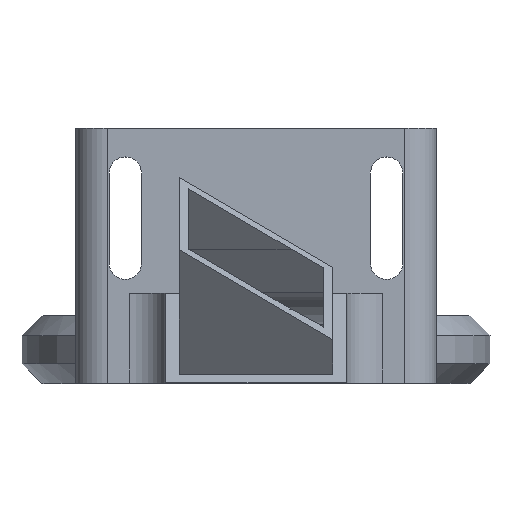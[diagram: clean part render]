
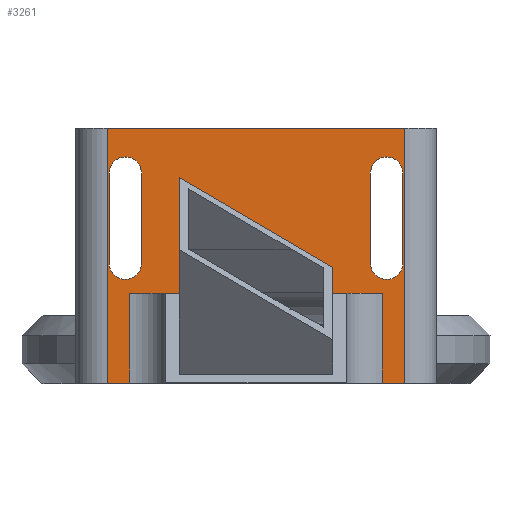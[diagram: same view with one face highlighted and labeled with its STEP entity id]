
A CAD part, top view. The second image highlights one B-rep face of the part: STEP entity #3261.
In plain terms, the highlighted planar face has unit normal (0, 0, 1).
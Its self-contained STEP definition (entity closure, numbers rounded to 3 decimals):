
#6 = CARTESIAN_POINT ( 'NONE',  ( -16.3, -1.187, 45.257 ) ) ;
#19 = LINE ( 'NONE', #4444, #310 ) ;
#190 = DIRECTION ( 'NONE',  ( 0., 0., 1. ) ) ;
#205 = ORIENTED_EDGE ( 'NONE', *, *, #4181, .F. ) ;
#216 = CARTESIAN_POINT ( 'NONE',  ( -12.7, -11.187, 45.257 ) ) ;
#256 = DIRECTION ( 'NONE',  ( 0., 0., 1. ) ) ;
#307 = ORIENTED_EDGE ( 'NONE', *, *, #7581, .F. ) ;
#308 = VECTOR ( 'NONE', #2926, 1000. ) ;
#310 = VECTOR ( 'NONE', #4472, 1000. ) ;
#319 = VERTEX_POINT ( 'NONE', #7092 ) ;
#374 = EDGE_LOOP ( 'NONE', ( #4402, #7639, #2214, #2766 ) ) ;
#380 = VECTOR ( 'NONE', #1754, 1000. ) ;
#383 = VERTEX_POINT ( 'NONE', #7278 ) ;
#393 = LINE ( 'NONE', #4744, #308 ) ;
#497 = CARTESIAN_POINT ( 'NONE',  ( -16.5, -24.497, 45.257 ) ) ;
#630 = CARTESIAN_POINT ( 'NONE',  ( -20., -24.497, 45.257 ) ) ;
#659 = CARTESIAN_POINT ( 'NONE',  ( -16.3, -11.187, 45.257 ) ) ;
#734 = AXIS2_PLACEMENT_3D ( 'NONE', #3367, #190, #4104 ) ;
#741 = EDGE_CURVE ( 'NONE', #4964, #2976, #7919, .T. ) ;
#989 = FACE_OUTER_BOUND ( 'NONE', #6845, .T. ) ;
#1032 = CARTESIAN_POINT ( 'NONE',  ( 12.7, -11.187, 45.257 ) ) ;
#1118 = EDGE_CURVE ( 'NONE', #6335, #4791, #1611, .T. ) ;
#1136 = ORIENTED_EDGE ( 'NONE', *, *, #4300, .T. ) ;
#1154 = EDGE_CURVE ( 'NONE', #6530, #383, #7315, .T. ) ;
#1156 = VERTEX_POINT ( 'NONE', #6 ) ;
#1213 = VERTEX_POINT ( 'NONE', #1433 ) ;
#1278 = VECTOR ( 'NONE', #2646, 1000. ) ;
#1306 = DIRECTION ( 'NONE',  ( 0., 1., 0. ) ) ;
#1402 = CARTESIAN_POINT ( 'NONE',  ( 14., -14.534, 45.257 ) ) ;
#1433 = CARTESIAN_POINT ( 'NONE',  ( 16.5, 3.813, 45.257 ) ) ;
#1439 = CARTESIAN_POINT ( 'NONE',  ( 16.3, -11.187, 45.257 ) ) ;
#1611 = LINE ( 'NONE', #630, #2504 ) ;
#1653 = CARTESIAN_POINT ( 'NONE',  ( -16.3, -11.187, 45.257 ) ) ;
#1739 = DIRECTION ( 'NONE',  ( 0., -1., 0. ) ) ;
#1754 = DIRECTION ( 'NONE',  ( 0., 1., 0. ) ) ;
#1811 = ORIENTED_EDGE ( 'NONE', *, *, #5345, .T. ) ;
#1864 = DIRECTION ( 'NONE',  ( 1., 0., 0. ) ) ;
#1925 = DIRECTION ( 'NONE',  ( 0., 0., 1. ) ) ;
#1952 = AXIS2_PLACEMENT_3D ( 'NONE', #7838, #6003, #7286 ) ;
#1953 = VECTOR ( 'NONE', #5061, 1000. ) ;
#2077 = FACE_BOUND ( 'NONE', #374, .T. ) ;
#2214 = ORIENTED_EDGE ( 'NONE', *, *, #5948, .F. ) ;
#2258 = LINE ( 'NONE', #1032, #3446 ) ;
#2380 = AXIS2_PLACEMENT_3D ( 'NONE', #7932, #256, #4055 ) ;
#2504 = VECTOR ( 'NONE', #1864, 1000. ) ;
#2609 = DIRECTION ( 'NONE',  ( 1., 0., 0. ) ) ;
#2646 = DIRECTION ( 'NONE',  ( 0., -1., 0. ) ) ;
#2661 = ORIENTED_EDGE ( 'NONE', *, *, #741, .F. ) ;
#2676 = LINE ( 'NONE', #5773, #1278 ) ;
#2766 = ORIENTED_EDGE ( 'NONE', *, *, #4521, .F. ) ;
#2788 = CARTESIAN_POINT ( 'NONE',  ( -10., -14.534, 45.257 ) ) ;
#2916 = CARTESIAN_POINT ( 'NONE',  ( -12.7, -1.187, 45.257 ) ) ;
#2920 = EDGE_LOOP ( 'NONE', ( #2661, #205, #5106, #307 ) ) ;
#2922 = PLANE ( 'NONE',  #2380 ) ;
#2926 = DIRECTION ( 'NONE',  ( 1., 0., 0. ) ) ;
#2976 = VERTEX_POINT ( 'NONE', #7584 ) ;
#2977 = EDGE_CURVE ( 'NONE', #5101, #6335, #19, .T. ) ;
#3102 = ORIENTED_EDGE ( 'NONE', *, *, #7135, .T. ) ;
#3130 = DIRECTION ( 'NONE',  ( 1., 0., 0. ) ) ;
#3195 = CARTESIAN_POINT ( 'NONE',  ( 12.7, -11.187, 45.257 ) ) ;
#3224 = VERTEX_POINT ( 'NONE', #4734 ) ;
#3242 = ORIENTED_EDGE ( 'NONE', *, *, #2977, .T. ) ;
#3243 = CARTESIAN_POINT ( 'NONE',  ( 14., -24.497, 45.257 ) ) ;
#3261 = ADVANCED_FACE ( 'NONE', ( #989, #2077, #6905 ), #2922, .T. ) ;
#3367 = CARTESIAN_POINT ( 'NONE',  ( -14.5, -1.187, 45.257 ) ) ;
#3376 = CIRCLE ( 'NONE', #734, 1.8 ) ;
#3446 = VECTOR ( 'NONE', #1739, 1000. ) ;
#3550 = ORIENTED_EDGE ( 'NONE', *, *, #1118, .T. ) ;
#3621 = VERTEX_POINT ( 'NONE', #6444 ) ;
#3648 = LINE ( 'NONE', #659, #1953 ) ;
#3764 = VECTOR ( 'NONE', #5939, 1000. ) ;
#3958 = LINE ( 'NONE', #216, #5224 ) ;
#3964 = EDGE_CURVE ( 'NONE', #319, #1213, #5626, .T. ) ;
#4001 = VECTOR ( 'NONE', #1306, 1000. ) ;
#4055 = DIRECTION ( 'NONE',  ( 1., 0., 0. ) ) ;
#4074 = EDGE_CURVE ( 'NONE', #6379, #3224, #7779, .T. ) ;
#4075 = VECTOR ( 'NONE', #6900, 1000. ) ;
#4104 = DIRECTION ( 'NONE',  ( -1., 0., 0. ) ) ;
#4181 = EDGE_CURVE ( 'NONE', #3224, #4964, #5237, .T. ) ;
#4198 = AXIS2_PLACEMENT_3D ( 'NONE', #5093, #1925, #3130 ) ;
#4300 = EDGE_CURVE ( 'NONE', #383, #5101, #5723, .T. ) ;
#4343 = ORIENTED_EDGE ( 'NONE', *, *, #6357, .T. ) ;
#4402 = ORIENTED_EDGE ( 'NONE', *, *, #5246, .F. ) ;
#4440 = LINE ( 'NONE', #6153, #380 ) ;
#4444 = CARTESIAN_POINT ( 'NONE',  ( 14., -24.497, 45.257 ) ) ;
#4472 = DIRECTION ( 'NONE',  ( 0., -1., 0. ) ) ;
#4489 = CARTESIAN_POINT ( 'NONE',  ( 14.5, -1.187, 45.257 ) ) ;
#4521 = EDGE_CURVE ( 'NONE', #1156, #7057, #3648, .T. ) ;
#4538 = DIRECTION ( 'NONE',  ( 0., 0., 1. ) ) ;
#4734 = CARTESIAN_POINT ( 'NONE',  ( 16.3, -11.187, 45.257 ) ) ;
#4740 = CIRCLE ( 'NONE', #1952, 1.8 ) ;
#4744 = CARTESIAN_POINT ( 'NONE',  ( -20., -24.497, 45.257 ) ) ;
#4791 = VERTEX_POINT ( 'NONE', #7880 ) ;
#4815 = VERTEX_POINT ( 'NONE', #2916 ) ;
#4915 = CARTESIAN_POINT ( 'NONE',  ( -20., 3.813, 45.257 ) ) ;
#4964 = VERTEX_POINT ( 'NONE', #6245 ) ;
#5061 = DIRECTION ( 'NONE',  ( 0., -1., 0. ) ) ;
#5093 = CARTESIAN_POINT ( 'NONE',  ( 14.5, -11.187, 45.257 ) ) ;
#5101 = VERTEX_POINT ( 'NONE', #1402 ) ;
#5106 = ORIENTED_EDGE ( 'NONE', *, *, #4074, .F. ) ;
#5224 = VECTOR ( 'NONE', #5811, 1000. ) ;
#5237 = LINE ( 'NONE', #1439, #8058 ) ;
#5246 = EDGE_CURVE ( 'NONE', #4815, #1156, #3376, .T. ) ;
#5345 = EDGE_CURVE ( 'NONE', #5403, #6530, #393, .T. ) ;
#5403 = VERTEX_POINT ( 'NONE', #497 ) ;
#5626 = LINE ( 'NONE', #4915, #4075 ) ;
#5723 = LINE ( 'NONE', #2788, #3764 ) ;
#5773 = CARTESIAN_POINT ( 'NONE',  ( -16.5, -24.497, 45.257 ) ) ;
#5811 = DIRECTION ( 'NONE',  ( 0., 1., 0. ) ) ;
#5939 = DIRECTION ( 'NONE',  ( 1., 0., 0. ) ) ;
#5948 = EDGE_CURVE ( 'NONE', #7057, #3621, #4740, .T. ) ;
#6003 = DIRECTION ( 'NONE',  ( 0., 0., 1. ) ) ;
#6153 = CARTESIAN_POINT ( 'NONE',  ( 16.5, -24.497, 45.257 ) ) ;
#6245 = CARTESIAN_POINT ( 'NONE',  ( 16.3, -1.187, 45.257 ) ) ;
#6335 = VERTEX_POINT ( 'NONE', #3243 ) ;
#6342 = ORIENTED_EDGE ( 'NONE', *, *, #3964, .F. ) ;
#6357 = EDGE_CURVE ( 'NONE', #319, #5403, #2676, .T. ) ;
#6379 = VERTEX_POINT ( 'NONE', #3195 ) ;
#6444 = CARTESIAN_POINT ( 'NONE',  ( -12.7, -11.187, 45.257 ) ) ;
#6485 = DIRECTION ( 'NONE',  ( 0., 1., 0. ) ) ;
#6530 = VERTEX_POINT ( 'NONE', #6597 ) ;
#6597 = CARTESIAN_POINT ( 'NONE',  ( -14., -24.497, 45.257 ) ) ;
#6845 = EDGE_LOOP ( 'NONE', ( #1136, #3242, #3550, #3102, #6342, #4343, #1811, #7558 ) ) ;
#6884 = AXIS2_PLACEMENT_3D ( 'NONE', #4489, #4538, #2609 ) ;
#6900 = DIRECTION ( 'NONE',  ( 1., 0., 0. ) ) ;
#6905 = FACE_BOUND ( 'NONE', #2920, .T. ) ;
#7057 = VERTEX_POINT ( 'NONE', #1653 ) ;
#7092 = CARTESIAN_POINT ( 'NONE',  ( -16.5, 3.813, 45.257 ) ) ;
#7135 = EDGE_CURVE ( 'NONE', #4791, #1213, #4440, .T. ) ;
#7278 = CARTESIAN_POINT ( 'NONE',  ( -14., -14.534, 45.257 ) ) ;
#7286 = DIRECTION ( 'NONE',  ( -1., 0., 0. ) ) ;
#7315 = LINE ( 'NONE', #7554, #4001 ) ;
#7382 = EDGE_CURVE ( 'NONE', #3621, #4815, #3958, .T. ) ;
#7554 = CARTESIAN_POINT ( 'NONE',  ( -14., -24.497, 45.257 ) ) ;
#7558 = ORIENTED_EDGE ( 'NONE', *, *, #1154, .T. ) ;
#7581 = EDGE_CURVE ( 'NONE', #2976, #6379, #2258, .T. ) ;
#7584 = CARTESIAN_POINT ( 'NONE',  ( 12.7, -1.187, 45.257 ) ) ;
#7639 = ORIENTED_EDGE ( 'NONE', *, *, #7382, .F. ) ;
#7779 = CIRCLE ( 'NONE', #4198, 1.8 ) ;
#7838 = CARTESIAN_POINT ( 'NONE',  ( -14.5, -11.187, 45.257 ) ) ;
#7880 = CARTESIAN_POINT ( 'NONE',  ( 16.5, -24.497, 45.257 ) ) ;
#7919 = CIRCLE ( 'NONE', #6884, 1.8 ) ;
#7932 = CARTESIAN_POINT ( 'NONE',  ( -20., -24.497, 45.257 ) ) ;
#8058 = VECTOR ( 'NONE', #6485, 1000. ) ;
